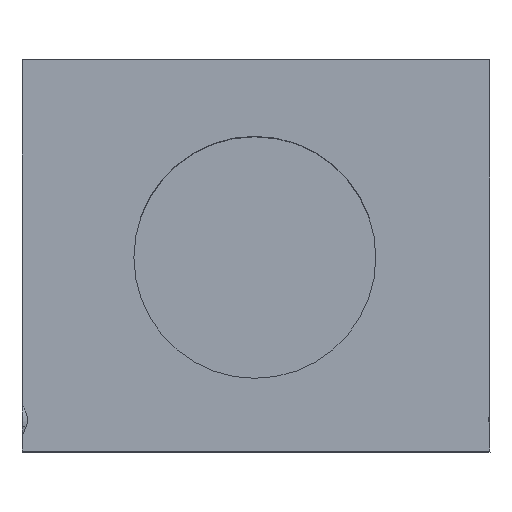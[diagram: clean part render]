
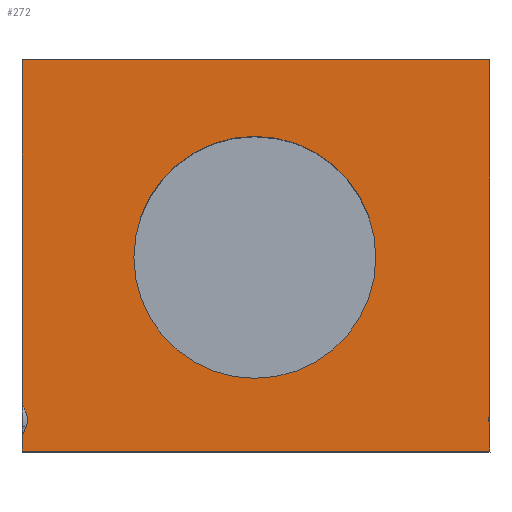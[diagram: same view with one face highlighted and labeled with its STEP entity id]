
A CAD part, top view. The second image highlights one B-rep face of the part: STEP entity #272.
In plain terms, the highlighted planar face has unit normal (0, 0, 1).
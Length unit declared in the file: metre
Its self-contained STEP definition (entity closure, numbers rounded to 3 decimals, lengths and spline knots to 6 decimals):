
#25=LINE('',#416,#45);
#26=LINE('',#419,#46);
#27=LINE('',#423,#47);
#28=LINE('',#425,#48);
#29=LINE('',#427,#49);
#30=LINE('',#431,#50);
#31=LINE('',#433,#51);
#45=VECTOR('',#338,1.);
#46=VECTOR('',#339,1.);
#47=VECTOR('',#342,1.);
#48=VECTOR('',#343,1.);
#49=VECTOR('',#344,1.);
#50=VECTOR('',#347,1.);
#51=VECTOR('',#348,1.);
#65=ORIENTED_EDGE('',*,*,#137,.F.);
#66=ORIENTED_EDGE('',*,*,#138,.T.);
#67=ORIENTED_EDGE('',*,*,#139,.T.);
#68=ORIENTED_EDGE('',*,*,#140,.T.);
#69=ORIENTED_EDGE('',*,*,#141,.T.);
#70=ORIENTED_EDGE('',*,*,#142,.F.);
#71=ORIENTED_EDGE('',*,*,#143,.F.);
#72=ORIENTED_EDGE('',*,*,#144,.T.);
#73=ORIENTED_EDGE('',*,*,#145,.F.);
#74=ORIENTED_EDGE('',*,*,#146,.F.);
#137=EDGE_CURVE('',#173,#173,#199,.T.);
#138=EDGE_CURVE('',#174,#175,#25,.T.);
#139=EDGE_CURVE('',#175,#176,#26,.T.);
#140=EDGE_CURVE('',#176,#177,#200,.T.);
#141=EDGE_CURVE('',#177,#178,#27,.T.);
#142=EDGE_CURVE('',#179,#178,#28,.T.);
#143=EDGE_CURVE('',#180,#179,#29,.T.);
#144=EDGE_CURVE('',#180,#181,#201,.T.);
#145=EDGE_CURVE('',#182,#181,#30,.T.);
#146=EDGE_CURVE('',#174,#182,#31,.T.);
#173=VERTEX_POINT('',#415);
#174=VERTEX_POINT('',#417);
#175=VERTEX_POINT('',#418);
#176=VERTEX_POINT('',#420);
#177=VERTEX_POINT('',#422);
#178=VERTEX_POINT('',#424);
#179=VERTEX_POINT('',#426);
#180=VERTEX_POINT('',#428);
#181=VERTEX_POINT('',#430);
#182=VERTEX_POINT('',#432);
#199=CIRCLE('',#304,0.00235);
#200=CIRCLE('',#305,0.0004);
#201=CIRCLE('',#306,0.0004);
#210=EDGE_LOOP('',(#65));
#211=EDGE_LOOP('',(#66,#67,#68,#69,#70,#71,#72,#73,#74));
#236=FACE_BOUND('',#210,.T.);
#237=FACE_BOUND('',#211,.T.);
#262=PLANE('',#303);
#272=ADVANCED_FACE('',(#236,#237),#262,.T.);
#303=AXIS2_PLACEMENT_3D('',#413,#334,#335);
#304=AXIS2_PLACEMENT_3D('',#414,#336,#337);
#305=AXIS2_PLACEMENT_3D('',#421,#340,#341);
#306=AXIS2_PLACEMENT_3D('',#429,#345,#346);
#334=DIRECTION('',(0.,0.,1.));
#335=DIRECTION('',(1.,0.,0.));
#336=DIRECTION('',(0.,0.,1.));
#337=DIRECTION('',(0.,-1.,0.));
#338=DIRECTION('',(1.,0.,0.));
#339=DIRECTION('',(0.,1.,0.));
#340=DIRECTION('',(0.,0.,-1.));
#341=DIRECTION('',(0.,-1.,0.));
#342=DIRECTION('',(0.,1.,0.));
#343=DIRECTION('',(1.,0.,0.));
#344=DIRECTION('',(0.,1.,0.));
#345=DIRECTION('',(0.,0.,-1.));
#346=DIRECTION('',(0.,-1.,0.));
#347=DIRECTION('',(0.383,0.924,0.));
#348=DIRECTION('',(0.,1.,0.));
#413=CARTESIAN_POINT('',(-0.527906,0.154965,0.0344));
#414=CARTESIAN_POINT('',(-0.525006,0.158727,0.0344));
#415=CARTESIAN_POINT('',(-0.525006,0.156377,0.0344));
#416=CARTESIAN_POINT('',(-0.527906,0.154965,0.0344));
#417=CARTESIAN_POINT('',(-0.529529,0.154965,0.0344));
#418=CARTESIAN_POINT('',(-0.520439,0.154965,0.0344));
#419=CARTESIAN_POINT('',(-0.520439,0.154965,0.0344));
#420=CARTESIAN_POINT('',(-0.520439,0.155441,0.0344));
#421=CARTESIAN_POINT('',(-0.520063,0.155578,0.0344));
#422=CARTESIAN_POINT('',(-0.520439,0.155714,0.0344));
#423=CARTESIAN_POINT('',(-0.520439,0.154965,0.0344));
#424=CARTESIAN_POINT('',(-0.520439,0.162565,0.0344));
#425=CARTESIAN_POINT('',(-0.524984,0.162565,0.0344));
#426=CARTESIAN_POINT('',(-0.529529,0.162565,0.0344));
#427=CARTESIAN_POINT('',(-0.529529,0.154965,0.0344));
#428=CARTESIAN_POINT('',(-0.529529,0.155847,0.0344));
#429=CARTESIAN_POINT('',(-0.529824,0.155578,0.0344));
#430=CARTESIAN_POINT('',(-0.529455,0.155425,0.0344));
#431=CARTESIAN_POINT('',(-0.529353,0.155672,0.0344));
#432=CARTESIAN_POINT('',(-0.529529,0.155245,0.0344));
#433=CARTESIAN_POINT('',(-0.529529,0.154965,0.0344));
